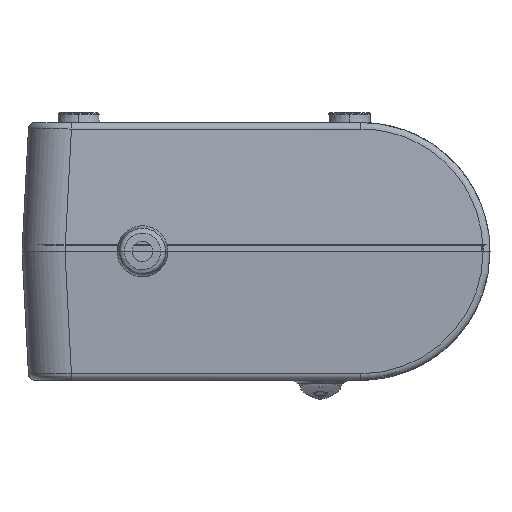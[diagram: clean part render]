
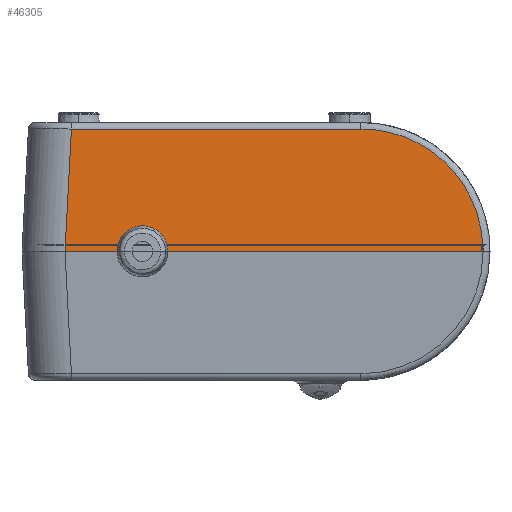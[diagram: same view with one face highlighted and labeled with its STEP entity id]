
A CAD part, front view. The second image highlights one B-rep face of the part: STEP entity #46305.
In plain terms, the highlighted planar face has unit normal (0, -0.999, 0.052).
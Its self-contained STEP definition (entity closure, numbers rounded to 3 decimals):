
#2231=B_SPLINE_CURVE_WITH_KNOTS('',3,(#148231,#148232,#148233,#148234,#148235,
#148236,#148237,#148238,#148239,#148240,#148241,#148242,#148243,#148244,
#148245,#148246,#148247,#148248,#148249,#148250,#148251,#148252,#148253,
#148254,#148255,#148256),.UNSPECIFIED.,.F.,.F.,(4,2,2,2,2,2,2,2,2,2,2,2,
4),(0.,0.062,0.125,0.25,0.312,
0.375,0.5,0.562,0.625,
0.75,0.813,0.875,1.),.UNSPECIFIED.);
#2233=B_SPLINE_CURVE_WITH_KNOTS('',3,(#148265,#148266,#148267,#148268,#148269,
#148270,#148271),.UNSPECIFIED.,.F.,.F.,(4,1,1,1,4),(0.,0.246,
0.497,0.749,1.),.UNSPECIFIED.);
#4644=LINE('',#148011,#10074);
#4648=LINE('',#148263,#10078);
#4649=LINE('',#148273,#10079);
#4650=LINE('',#148274,#10080);
#10074=VECTOR('',#106550,1.);
#10078=VECTOR('',#106560,1.);
#10079=VECTOR('',#106561,1.);
#10080=VECTOR('',#106562,1.);
#39954=PLANE('',#97855);
#42546=FACE_OUTER_BOUND('',#51832,.T.);
#46305=ADVANCED_FACE('',(#42546),#39954,.T.);
#51832=EDGE_LOOP('',(#61222,#61223,#61224,#61225,#61226,#61227));
#61222=ORIENTED_EDGE('',*,*,#86421,.F.);
#61223=ORIENTED_EDGE('',*,*,#86422,.T.);
#61224=ORIENTED_EDGE('',*,*,#86423,.F.);
#61225=ORIENTED_EDGE('',*,*,#86406,.T.);
#61226=ORIENTED_EDGE('',*,*,#86424,.F.);
#61227=ORIENTED_EDGE('',*,*,#86419,.T.);
#78296=VERTEX_POINT('',#148009);
#78298=VERTEX_POINT('',#148012);
#78308=VERTEX_POINT('',#148230);
#78309=VERTEX_POINT('',#148257);
#78310=VERTEX_POINT('',#148264);
#78311=VERTEX_POINT('',#148272);
#86406=EDGE_CURVE('',#78298,#78296,#4644,.T.);
#86419=EDGE_CURVE('',#78309,#78308,#2231,.T.);
#86421=EDGE_CURVE('',#78310,#78308,#4648,.T.);
#86422=EDGE_CURVE('',#78310,#78311,#2233,.T.);
#86423=EDGE_CURVE('',#78298,#78311,#4649,.T.);
#86424=EDGE_CURVE('',#78309,#78296,#4650,.T.);
#97855=AXIS2_PLACEMENT_3D('',#148275,#106563,#106564);
#106550=DIRECTION('',(-0.052,-0.052,-0.997));
#106560=DIRECTION('',(-1.,0.,0.));
#106561=DIRECTION('',(1.,0.,0.));
#106562=DIRECTION('',(-1.,0.,0.));
#106563=DIRECTION('',(0.,-0.999,0.052));
#106564=DIRECTION('',(-1.,0.,0.));
#148009=CARTESIAN_POINT('',(-45.636,-169.,-119.177));
#148011=CARTESIAN_POINT('',(-43.77,-167.134,-83.573));
#148012=CARTESIAN_POINT('',(-43.77,-167.134,-83.573));
#148230=CARTESIAN_POINT('',(-15.72,-169.,-119.177));
#148231=CARTESIAN_POINT('',(-30.518,-169.,-119.177));
#148232=CARTESIAN_POINT('',(-30.523,-168.975,-118.702));
#148233=CARTESIAN_POINT('',(-30.483,-168.951,-118.236));
#148234=CARTESIAN_POINT('',(-30.317,-168.903,-117.322));
#148235=CARTESIAN_POINT('',(-30.205,-168.881,-116.915));
#148236=CARTESIAN_POINT('',(-29.645,-168.806,-115.475));
#148237=CARTESIAN_POINT('',(-29.097,-168.762,-114.629));
#148238=CARTESIAN_POINT('',(-28.015,-168.704,-113.536));
#148239=CARTESIAN_POINT('',(-27.625,-168.688,-113.215));
#148240=CARTESIAN_POINT('',(-26.785,-168.658,-112.66));
#148241=CARTESIAN_POINT('',(-26.295,-168.645,-112.409));
#148242=CARTESIAN_POINT('',(-24.98,-168.618,-111.884));
#148243=CARTESIAN_POINT('',(-24.067,-168.609,-111.709));
#148244=CARTESIAN_POINT('',(-22.646,-168.609,-111.709));
#148245=CARTESIAN_POINT('',(-22.181,-168.611,-111.753));
#148246=CARTESIAN_POINT('',(-21.268,-168.62,-111.928));
#148247=CARTESIAN_POINT('',(-20.86,-168.626,-112.043));
#148248=CARTESIAN_POINT('',(-19.424,-168.656,-112.616));
#148249=CARTESIAN_POINT('',(-18.584,-168.685,-113.172));
#148250=CARTESIAN_POINT('',(-17.502,-168.743,-114.265));
#148251=CARTESIAN_POINT('',(-17.185,-168.763,-114.658));
#148252=CARTESIAN_POINT('',(-16.637,-168.807,-115.503));
#148253=CARTESIAN_POINT('',(-16.391,-168.833,-115.996));
#148254=CARTESIAN_POINT('',(-15.878,-168.902,-117.313));
#148255=CARTESIAN_POINT('',(-15.711,-168.95,-118.227));
#148256=CARTESIAN_POINT('',(-15.72,-169.,-119.177));
#148257=CARTESIAN_POINT('',(-30.518,-169.,-119.177));
#148263=CARTESIAN_POINT('',(75.881,-169.,-119.177));
#148264=CARTESIAN_POINT('',(75.881,-169.,-119.177));
#148265=CARTESIAN_POINT('',(75.881,-169.,-119.177));
#148266=CARTESIAN_POINT('',(75.894,-168.76,-114.604));
#148267=CARTESIAN_POINT('',(74.113,-168.275,-105.346));
#148268=CARTESIAN_POINT('',(66.307,-167.653,-93.465));
#148269=CARTESIAN_POINT('',(54.429,-167.232,-85.449));
#148270=CARTESIAN_POINT('',(45.065,-167.134,-83.573));
#148271=CARTESIAN_POINT('',(40.381,-167.134,-83.573));
#148272=CARTESIAN_POINT('',(40.381,-167.134,-83.573));
#148273=CARTESIAN_POINT('',(-43.77,-167.134,-83.573));
#148274=CARTESIAN_POINT('',(-30.518,-169.,-119.177));
#148275=CARTESIAN_POINT('',(78.114,-167.097,-82.86));
